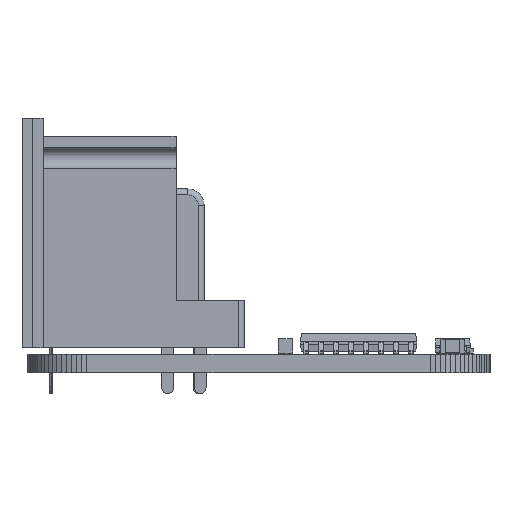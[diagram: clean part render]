
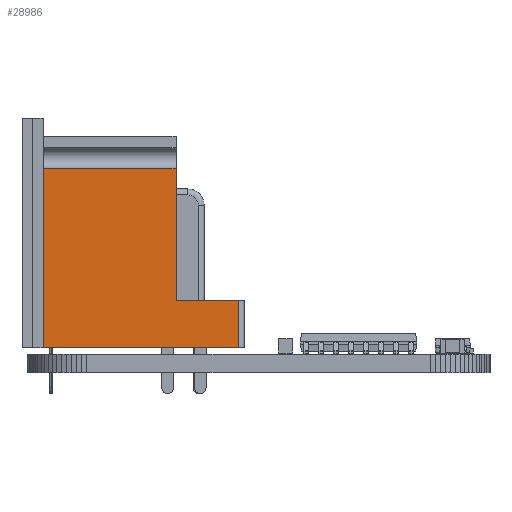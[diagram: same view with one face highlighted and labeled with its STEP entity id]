
A CAD part, left-side view. The second image highlights one B-rep face of the part: STEP entity #28986.
In plain terms, the highlighted face is planar.
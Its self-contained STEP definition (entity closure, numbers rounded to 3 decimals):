
#25705 = PLANE('',#25706);
#25706 = AXIS2_PLACEMENT_3D('',#25707,#25708,#25709);
#25707 = CARTESIAN_POINT('',(9.,13.1,8.));
#25708 = DIRECTION('',(0.,1.,0.));
#25709 = DIRECTION('',(-1.,0.,0.));
#25813 = PLANE('',#25814);
#25814 = AXIS2_PLACEMENT_3D('',#25815,#25816,#25817);
#25815 = CARTESIAN_POINT('',(0.,16.,-6.));
#25816 = DIRECTION('',(0.,0.,-1.));
#25817 = DIRECTION('',(0.,-1.,0.));
#26441 = VERTEX_POINT('',#26442);
#26442 = CARTESIAN_POINT('',(9.,13.1,5.25));
#26456 = PLANE('',#26457);
#26457 = AXIS2_PLACEMENT_3D('',#26458,#26459,#26460);
#26458 = CARTESIAN_POINT('',(9.,13.1,5.25));
#26459 = DIRECTION('',(0.,0.,-1.));
#26460 = DIRECTION('',(-1.,-0.,0.));
#26468 = EDGE_CURVE('',#26441,#26469,#26471,.T.);
#26469 = VERTEX_POINT('',#26470);
#26470 = CARTESIAN_POINT('',(9.,13.1,-6.));
#26471 = SURFACE_CURVE('',#26472,(#26476,#26483),.PCURVE_S1.);
#26472 = LINE('',#26473,#26474);
#26473 = CARTESIAN_POINT('',(9.,13.1,8.));
#26474 = VECTOR('',#26475,1.);
#26475 = DIRECTION('',(0.,0.,-1.));
#26476 = PCURVE('',#25705,#26477);
#26477 = DEFINITIONAL_REPRESENTATION('',(#26478),#26482);
#26478 = LINE('',#26479,#26480);
#26479 = CARTESIAN_POINT('',(0.,0.));
#26480 = VECTOR('',#26481,1.);
#26481 = DIRECTION('',(-0.,-1.));
#26482 = ( GEOMETRIC_REPRESENTATION_CONTEXT(2) 
PARAMETRIC_REPRESENTATION_CONTEXT() REPRESENTATION_CONTEXT('2D SPACE',''
  ) );
#26483 = PCURVE('',#26484,#26489);
#26484 = PLANE('',#26485);
#26485 = AXIS2_PLACEMENT_3D('',#26486,#26487,#26488);
#26486 = CARTESIAN_POINT('',(9.,1.8,-10.));
#26487 = DIRECTION('',(1.,0.,0.));
#26488 = DIRECTION('',(-0.,0.,1.));
#26489 = DEFINITIONAL_REPRESENTATION('',(#26490),#26494);
#26490 = LINE('',#26491,#26492);
#26491 = CARTESIAN_POINT('',(18.,-11.3));
#26492 = VECTOR('',#26493,1.);
#26493 = DIRECTION('',(-1.,0.));
#26494 = ( GEOMETRIC_REPRESENTATION_CONTEXT(2) 
PARAMETRIC_REPRESENTATION_CONTEXT() REPRESENTATION_CONTEXT('2D SPACE',''
  ) );
#27267 = VERTEX_POINT('',#27268);
#27268 = CARTESIAN_POINT('',(9.,18.4,-6.));
#27287 = CYLINDRICAL_SURFACE('',#27288,0.5);
#27288 = AXIS2_PLACEMENT_3D('',#27289,#27290,#27291);
#27289 = CARTESIAN_POINT('',(8.5,18.4,-10.));
#27290 = DIRECTION('',(0.,0.,1.));
#27291 = DIRECTION('',(1.,0.,-0.));
#27298 = EDGE_CURVE('',#27267,#26469,#27299,.T.);
#27299 = SURFACE_CURVE('',#27300,(#27304,#27311),.PCURVE_S1.);
#27300 = LINE('',#27301,#27302);
#27301 = CARTESIAN_POINT('',(9.,18.9,-6.));
#27302 = VECTOR('',#27303,1.);
#27303 = DIRECTION('',(0.,-1.,0.));
#27304 = PCURVE('',#25813,#27305);
#27305 = DEFINITIONAL_REPRESENTATION('',(#27306),#27310);
#27306 = LINE('',#27307,#27308);
#27307 = CARTESIAN_POINT('',(-2.9,-9.));
#27308 = VECTOR('',#27309,1.);
#27309 = DIRECTION('',(1.,0.));
#27310 = ( GEOMETRIC_REPRESENTATION_CONTEXT(2) 
PARAMETRIC_REPRESENTATION_CONTEXT() REPRESENTATION_CONTEXT('2D SPACE',''
  ) );
#27311 = PCURVE('',#26484,#27312);
#27312 = DEFINITIONAL_REPRESENTATION('',(#27313),#27317);
#27313 = LINE('',#27314,#27315);
#27314 = CARTESIAN_POINT('',(4.,-17.1));
#27315 = VECTOR('',#27316,1.);
#27316 = DIRECTION('',(0.,1.));
#27317 = ( GEOMETRIC_REPRESENTATION_CONTEXT(2) 
PARAMETRIC_REPRESENTATION_CONTEXT() REPRESENTATION_CONTEXT('2D SPACE',''
  ) );
#28041 = PLANE('',#28042);
#28042 = AXIS2_PLACEMENT_3D('',#28043,#28044,#28045);
#28043 = CARTESIAN_POINT('',(-9.,1.8,-10.));
#28044 = DIRECTION('',(0.,0.,-1.));
#28045 = DIRECTION('',(1.,0.,0.));
#28565 = PLANE('',#28566);
#28566 = AXIS2_PLACEMENT_3D('',#28567,#28568,#28569);
#28567 = CARTESIAN_POINT('',(0.,1.8,-0.25));
#28568 = DIRECTION('',(0.,1.,0.));
#28569 = DIRECTION('',(0.,0.,1.));
#28986 = ADVANCED_FACE('',(#28987),#26484,.T.);
#28987 = FACE_BOUND('',#28988,.T.);
#28988 = EDGE_LOOP('',(#28989,#28990,#28991,#29014,#29037,#29060));
#28989 = ORIENTED_EDGE('',*,*,#27298,.T.);
#28990 = ORIENTED_EDGE('',*,*,#26468,.F.);
#28991 = ORIENTED_EDGE('',*,*,#28992,.T.);
#28992 = EDGE_CURVE('',#26441,#28993,#28995,.T.);
#28993 = VERTEX_POINT('',#28994);
#28994 = CARTESIAN_POINT('',(9.,1.8,5.25));
#28995 = SURFACE_CURVE('',#28996,(#29000,#29007),.PCURVE_S1.);
#28996 = LINE('',#28997,#28998);
#28997 = CARTESIAN_POINT('',(9.,13.1,5.25));
#28998 = VECTOR('',#28999,1.);
#28999 = DIRECTION('',(0.,-1.,0.));
#29000 = PCURVE('',#26484,#29001);
#29001 = DEFINITIONAL_REPRESENTATION('',(#29002),#29006);
#29002 = LINE('',#29003,#29004);
#29003 = CARTESIAN_POINT('',(15.25,-11.3));
#29004 = VECTOR('',#29005,1.);
#29005 = DIRECTION('',(0.,1.));
#29006 = ( GEOMETRIC_REPRESENTATION_CONTEXT(2) 
PARAMETRIC_REPRESENTATION_CONTEXT() REPRESENTATION_CONTEXT('2D SPACE',''
  ) );
#29007 = PCURVE('',#26456,#29008);
#29008 = DEFINITIONAL_REPRESENTATION('',(#29009),#29013);
#29009 = LINE('',#29010,#29011);
#29010 = CARTESIAN_POINT('',(0.,0.));
#29011 = VECTOR('',#29012,1.);
#29012 = DIRECTION('',(0.,-1.));
#29013 = ( GEOMETRIC_REPRESENTATION_CONTEXT(2) 
PARAMETRIC_REPRESENTATION_CONTEXT() REPRESENTATION_CONTEXT('2D SPACE',''
  ) );
#29014 = ORIENTED_EDGE('',*,*,#29015,.F.);
#29015 = EDGE_CURVE('',#29016,#28993,#29018,.T.);
#29016 = VERTEX_POINT('',#29017);
#29017 = CARTESIAN_POINT('',(9.,1.8,-10.));
#29018 = SURFACE_CURVE('',#29019,(#29023,#29030),.PCURVE_S1.);
#29019 = LINE('',#29020,#29021);
#29020 = CARTESIAN_POINT('',(9.,1.8,-10.));
#29021 = VECTOR('',#29022,1.);
#29022 = DIRECTION('',(0.,0.,1.));
#29023 = PCURVE('',#26484,#29024);
#29024 = DEFINITIONAL_REPRESENTATION('',(#29025),#29029);
#29025 = LINE('',#29026,#29027);
#29026 = CARTESIAN_POINT('',(0.,0.));
#29027 = VECTOR('',#29028,1.);
#29028 = DIRECTION('',(1.,0.));
#29029 = ( GEOMETRIC_REPRESENTATION_CONTEXT(2) 
PARAMETRIC_REPRESENTATION_CONTEXT() REPRESENTATION_CONTEXT('2D SPACE',''
  ) );
#29030 = PCURVE('',#28565,#29031);
#29031 = DEFINITIONAL_REPRESENTATION('',(#29032),#29036);
#29032 = LINE('',#29033,#29034);
#29033 = CARTESIAN_POINT('',(-9.75,9.));
#29034 = VECTOR('',#29035,1.);
#29035 = DIRECTION('',(1.,0.));
#29036 = ( GEOMETRIC_REPRESENTATION_CONTEXT(2) 
PARAMETRIC_REPRESENTATION_CONTEXT() REPRESENTATION_CONTEXT('2D SPACE',''
  ) );
#29037 = ORIENTED_EDGE('',*,*,#29038,.T.);
#29038 = EDGE_CURVE('',#29016,#29039,#29041,.T.);
#29039 = VERTEX_POINT('',#29040);
#29040 = CARTESIAN_POINT('',(9.,18.4,-10.));
#29041 = SURFACE_CURVE('',#29042,(#29046,#29053),.PCURVE_S1.);
#29042 = LINE('',#29043,#29044);
#29043 = CARTESIAN_POINT('',(9.,1.8,-10.));
#29044 = VECTOR('',#29045,1.);
#29045 = DIRECTION('',(0.,1.,0.));
#29046 = PCURVE('',#26484,#29047);
#29047 = DEFINITIONAL_REPRESENTATION('',(#29048),#29052);
#29048 = LINE('',#29049,#29050);
#29049 = CARTESIAN_POINT('',(0.,0.));
#29050 = VECTOR('',#29051,1.);
#29051 = DIRECTION('',(0.,-1.));
#29052 = ( GEOMETRIC_REPRESENTATION_CONTEXT(2) 
PARAMETRIC_REPRESENTATION_CONTEXT() REPRESENTATION_CONTEXT('2D SPACE',''
  ) );
#29053 = PCURVE('',#28041,#29054);
#29054 = DEFINITIONAL_REPRESENTATION('',(#29055),#29059);
#29055 = LINE('',#29056,#29057);
#29056 = CARTESIAN_POINT('',(18.,0.));
#29057 = VECTOR('',#29058,1.);
#29058 = DIRECTION('',(0.,-1.));
#29059 = ( GEOMETRIC_REPRESENTATION_CONTEXT(2) 
PARAMETRIC_REPRESENTATION_CONTEXT() REPRESENTATION_CONTEXT('2D SPACE',''
  ) );
#29060 = ORIENTED_EDGE('',*,*,#29061,.T.);
#29061 = EDGE_CURVE('',#29039,#27267,#29062,.T.);
#29062 = SURFACE_CURVE('',#29063,(#29067,#29074),.PCURVE_S1.);
#29063 = LINE('',#29064,#29065);
#29064 = CARTESIAN_POINT('',(9.,18.4,-10.));
#29065 = VECTOR('',#29066,1.);
#29066 = DIRECTION('',(0.,0.,1.));
#29067 = PCURVE('',#26484,#29068);
#29068 = DEFINITIONAL_REPRESENTATION('',(#29069),#29073);
#29069 = LINE('',#29070,#29071);
#29070 = CARTESIAN_POINT('',(0.,-16.6));
#29071 = VECTOR('',#29072,1.);
#29072 = DIRECTION('',(1.,0.));
#29073 = ( GEOMETRIC_REPRESENTATION_CONTEXT(2) 
PARAMETRIC_REPRESENTATION_CONTEXT() REPRESENTATION_CONTEXT('2D SPACE',''
  ) );
#29074 = PCURVE('',#27287,#29075);
#29075 = DEFINITIONAL_REPRESENTATION('',(#29076),#29079);
#29076 = B_SPLINE_CURVE_WITH_KNOTS('',1,(#29077,#29078),.UNSPECIFIED.,
  .F.,.F.,(2,2),(0.,4.),.PIECEWISE_BEZIER_KNOTS.);
#29077 = CARTESIAN_POINT('',(0.,0.));
#29078 = CARTESIAN_POINT('',(0.,4.));
#29079 = ( GEOMETRIC_REPRESENTATION_CONTEXT(2) 
PARAMETRIC_REPRESENTATION_CONTEXT() REPRESENTATION_CONTEXT('2D SPACE',''
  ) );
